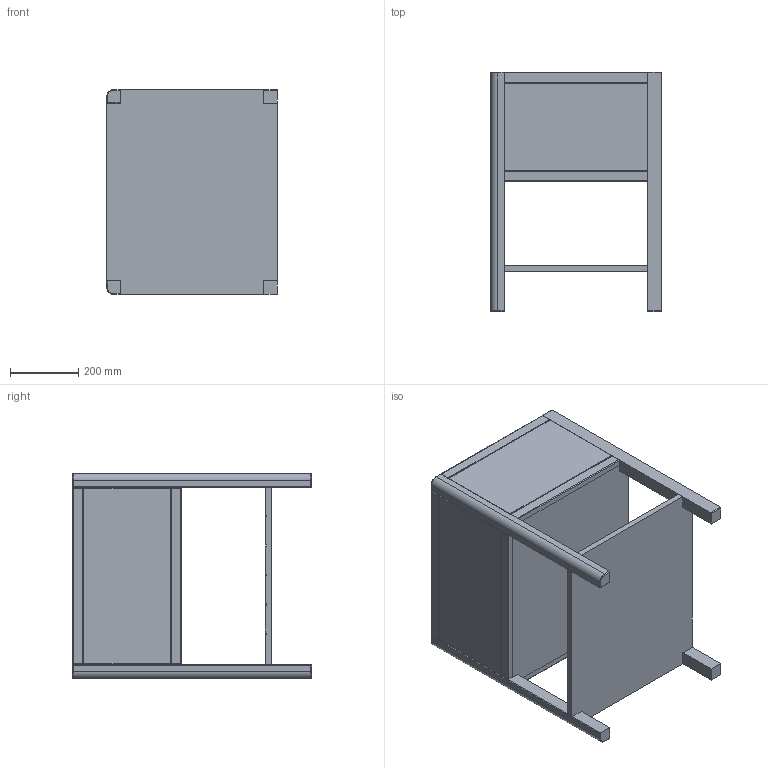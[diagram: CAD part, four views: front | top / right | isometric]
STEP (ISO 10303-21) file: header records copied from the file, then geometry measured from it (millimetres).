
FILE_DESCRIPTION (( 'STEP AP203' ), '1' );
FILE_NAME ('FR060F_STEP_V10423.STEP', '2023-04-20T08:04:59', ( '' ), ( '' ), 'SwSTEP 2.0', 'SolidWorks 2019', '' );
FILE_SCHEMA (( 'CONFIG_CONTROL_DESIGN' ));
Length unit declared in the file: millimetre
Products named in the file (4): Frontier Drawer 600 - 1200_v21122_600 Drawer; FR060F_STEP_V10423; Frontier Body 600 - 800 - 1200_600 Floor Standing; Frontier Tray  600 - 1200_600
Assembly tree (3 placements, depth 2):
  FR060F_STEP_V10423
    Frontier Body 600 - 800 - 1200_600 Floor Standing
    Frontier Drawer 600 - 1200_v21122_600 Drawer
    Frontier Tray  600 - 1200_600
Bounding box: 500 x 700 x 600 mm (x, y, z)
Volume: 27088223.8 mm3; surface area: 3386403.2 mm2
Topology: 15 solids, 15 shells, 330 faces, 764 edges, 466 vertices
Faces by surface type: plane 162, cylinder 121, torus 32, sphere 15
Entity records: 9635 total; most frequent: DIRECTION 1702, CARTESIAN_POINT 1612, ORIENTED_EDGE 1498, EDGE_CURVE 749, AXIS2_PLACEMENT_3D 624, VERTEX_POINT 466, VECTOR 454, LINE 454
